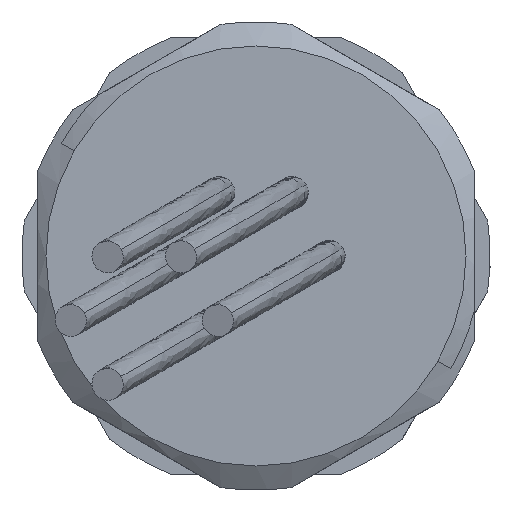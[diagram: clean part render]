
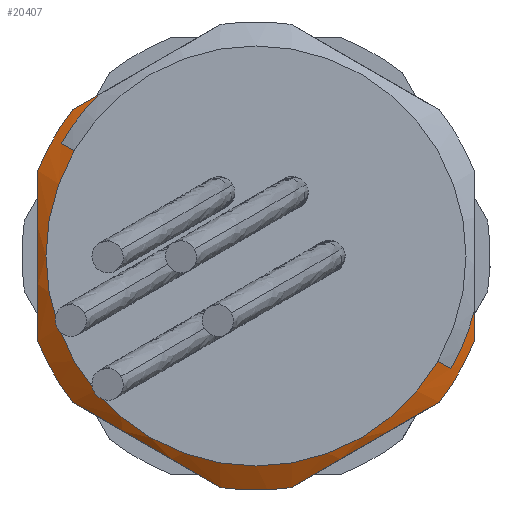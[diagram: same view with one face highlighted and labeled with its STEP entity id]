
A CAD part, left-side view. The second image highlights one B-rep face of the part: STEP entity #20407.
In plain terms, the highlighted conical face has half-angle 56.31 degrees and reference radius 13.75 mm.
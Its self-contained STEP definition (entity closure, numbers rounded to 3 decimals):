
#5591=CARTESIAN_POINT('',(-7.,0.,0.));
#5592=DIRECTION('',(-1.,0.,0.));
#5593=DIRECTION('',(0.,0.149,-0.989));
#5594=AXIS2_PLACEMENT_3D('',#5591,#5592,#5593);
#5609=CARTESIAN_POINT('',(-7.,0.,0.));
#5610=DIRECTION('',(-1.,0.,0.));
#5611=DIRECTION('',(0.,0.931,-0.365));
#5612=AXIS2_PLACEMENT_3D('',#5609,#5610,#5611);
#5626=CARTESIAN_POINT('',(-7.,11.333,9.046));
#5627=CARTESIAN_POINT('',(-7.051,11.152,9.15));
#5628=CARTESIAN_POINT('',(-7.147,10.791,9.358));
#5629=CARTESIAN_POINT('',(-7.274,10.255,9.668));
#5630=CARTESIAN_POINT('',(-7.347,9.899,9.873));
#5631=CARTESIAN_POINT('',(-7.381,9.722,9.976));
#5664=CARTESIAN_POINT('',(-7.381,-13.5,-3.431));
#5665=CARTESIAN_POINT('',(-7.347,-13.5,-3.637));
#5666=CARTESIAN_POINT('',(-7.274,-13.5,-4.048));
#5667=CARTESIAN_POINT('',(-7.147,-13.5,-4.667));
#5668=CARTESIAN_POINT('',(-7.051,-13.5,-5.083));
#5669=CARTESIAN_POINT('',(-7.,-13.5,-5.292));
#6104=CARTESIAN_POINT('',(-7.,13.5,-5.292));
#6105=CARTESIAN_POINT('',(-7.109,13.5,-4.842));
#6106=CARTESIAN_POINT('',(-7.303,13.5,-3.947));
#6107=CARTESIAN_POINT('',(-7.511,13.5,-2.628));
#6108=CARTESIAN_POINT('',(-7.638,13.5,-1.313));
#6109=CARTESIAN_POINT('',(-7.681,13.5,0.));
#6110=CARTESIAN_POINT('',(-7.638,13.5,1.313));
#6111=CARTESIAN_POINT('',(-7.511,13.5,2.628));
#6112=CARTESIAN_POINT('',(-7.303,13.5,3.947));
#6113=CARTESIAN_POINT('',(-7.109,13.5,4.842));
#6114=CARTESIAN_POINT('',(-7.,13.5,5.292));
#6116=CARTESIAN_POINT('',(-7.,0.,0.));
#6117=DIRECTION('',(1.,0.,0.));
#6118=DIRECTION('',(0.,0.931,0.365));
#6119=AXIS2_PLACEMENT_3D('',#6116,#6117,#6118);
#6121=CARTESIAN_POINT('',(-7.381,0.,0.));
#6122=DIRECTION('',(1.,0.,0.));
#6123=DIRECTION('',(0.,0.866,0.5));
#6124=AXIS2_PLACEMENT_3D('',#6121,#6122,#6123);
#6126=DIRECTION('',(0.555,0.721,0.416));
#6127=VECTOR('',#6126,1.117);
#6128=CARTESIAN_POINT('',(-8.,11.258,6.5));
#6129=LINE('',#6128,#6127);
#6130=DIRECTION('',(0.555,-0.721,-0.416));
#6131=VECTOR('',#6130,1.117);
#6132=CARTESIAN_POINT('',(-8.,-11.258,-6.5));
#6133=LINE('',#6132,#6131);
#6134=CARTESIAN_POINT('',(-7.381,0.,0.));
#6135=DIRECTION('',(1.,0.,0.));
#6136=DIRECTION('',(0.,-0.969,-0.246));
#6137=AXIS2_PLACEMENT_3D('',#6134,#6135,#6136);
#6139=CARTESIAN_POINT('',(-7.,0.,0.));
#6140=DIRECTION('',(1.,0.,0.));
#6141=DIRECTION('',(0.,-0.931,-0.365));
#6142=AXIS2_PLACEMENT_3D('',#6139,#6140,#6141);
#6144=CARTESIAN_POINT('',(-7.,-11.333,-9.046));
#6145=CARTESIAN_POINT('',(-7.109,-10.943,
-9.271));
#6146=CARTESIAN_POINT('',(-7.303,-10.169,
-9.718));
#6147=CARTESIAN_POINT('',(-7.511,-9.026,
-10.378));
#6148=CARTESIAN_POINT('',(-7.638,-7.887,
-11.035));
#6149=CARTESIAN_POINT('',(-7.681,-6.75,
-11.691));
#6150=CARTESIAN_POINT('',(-7.638,-5.613,
-12.348));
#6151=CARTESIAN_POINT('',(-7.511,-4.474,
-13.005));
#6152=CARTESIAN_POINT('',(-7.303,-3.331,
-13.665));
#6153=CARTESIAN_POINT('',(-7.109,-2.557,
-14.112));
#6154=CARTESIAN_POINT('',(-7.,-2.167,-14.337));
#6156=CARTESIAN_POINT('',(-7.,2.167,-14.337));
#6157=CARTESIAN_POINT('',(-7.109,2.557,
-14.112));
#6158=CARTESIAN_POINT('',(-7.303,3.331,
-13.665));
#6159=CARTESIAN_POINT('',(-7.511,4.474,
-13.005));
#6160=CARTESIAN_POINT('',(-7.638,5.613,
-12.348));
#6161=CARTESIAN_POINT('',(-7.681,6.75,
-11.691));
#6162=CARTESIAN_POINT('',(-7.638,7.887,
-11.035));
#6163=CARTESIAN_POINT('',(-7.511,9.026,
-10.378));
#6164=CARTESIAN_POINT('',(-7.303,10.169,
-9.718));
#6165=CARTESIAN_POINT('',(-7.109,10.943,
-9.271));
#6166=CARTESIAN_POINT('',(-7.,11.333,-9.046));
#6207=CARTESIAN_POINT('',(-8.,0.,0.));
#6208=DIRECTION('',(1.,0.,0.));
#6209=DIRECTION('',(0.,-0.866,-0.5));
#6210=AXIS2_PLACEMENT_3D('',#6207,#6208,#6209);
#11453=CARTESIAN_POINT('',(-7.,-13.5,-5.292));
#11454=VERTEX_POINT('',#11453);
#11463=CARTESIAN_POINT('',(-7.,11.333,9.046));
#11464=VERTEX_POINT('',#11463);
#11465=CARTESIAN_POINT('',(-7.,13.5,5.292));
#11466=VERTEX_POINT('',#11465);
#11467=CARTESIAN_POINT('',(-7.,13.5,-5.292));
#11468=VERTEX_POINT('',#11467);
#11469=CARTESIAN_POINT('',(-7.,11.333,-9.046));
#11470=VERTEX_POINT('',#11469);
#11471=CARTESIAN_POINT('',(-7.,2.167,-14.337));
#11472=VERTEX_POINT('',#11471);
#11473=CARTESIAN_POINT('',(-7.,-2.167,-14.337));
#11474=VERTEX_POINT('',#11473);
#11475=CARTESIAN_POINT('',(-7.,-11.333,-9.046));
#11476=VERTEX_POINT('',#11475);
#11805=CARTESIAN_POINT('',(-8.,11.258,6.5));
#11806=CARTESIAN_POINT('',(-8.,-11.258,-6.5));
#11807=VERTEX_POINT('',#11805);
#11808=VERTEX_POINT('',#11806);
#11809=VERTEX_POINT('',#5664);
#11810=VERTEX_POINT('',#5631);
#11811=CARTESIAN_POINT('',(-7.381,12.063,
6.965));
#11812=VERTEX_POINT('',#11811);
#11813=CARTESIAN_POINT('',(-7.381,-12.063,
-6.965));
#11814=VERTEX_POINT('',#11813);
#20381=CARTESIAN_POINT('',(-7.5,0.,0.));
#20382=DIRECTION('',(1.,0.,0.));
#20383=DIRECTION('',(0.,-0.866,-0.5));
#20384=AXIS2_PLACEMENT_3D('',#20381,#20382,#20383);
#20385=CONICAL_SURFACE('',#20384,13.75,56.31);
#20386=ORIENTED_EDGE('',*,*,#20057,.T.);
#20387=ORIENTED_EDGE('',*,*,#20071,.T.);
#20388=ORIENTED_EDGE('',*,*,#20087,.T.);
#20390=ORIENTED_EDGE('',*,*,#20389,.F.);
#20392=ORIENTED_EDGE('',*,*,#20391,.F.);
#20394=ORIENTED_EDGE('',*,*,#20393,.F.);
#20396=ORIENTED_EDGE('',*,*,#20395,.T.);
#20398=ORIENTED_EDGE('',*,*,#20397,.F.);
#20399=ORIENTED_EDGE('',*,*,#20143,.T.);
#20400=ORIENTED_EDGE('',*,*,#20161,.T.);
#20401=ORIENTED_EDGE('',*,*,#20172,.T.);
#20402=ORIENTED_EDGE('',*,*,#20014,.F.);
#20403=ORIENTED_EDGE('',*,*,#20029,.T.);
#20404=ORIENTED_EDGE('',*,*,#20043,.F.);
#20405=EDGE_LOOP('',(#20386,#20387,#20388,#20390,#20392,#20394,#20396,#20398,
#20399,#20400,#20401,#20402,#20403,#20404));
#20406=FACE_OUTER_BOUND('',#20405,.F.);
#5595=CIRCLE('',#5594,14.5);
#5613=CIRCLE('',#5612,14.5);
#5632=B_SPLINE_CURVE_WITH_KNOTS('',3,(#5626,#5627,#5628,#5629,#5630,#5631),
.UNSPECIFIED.,.F.,.F.,(4,1,1,4),(0.,0.333,0.667,1.),
.UNSPECIFIED.);
#5670=B_SPLINE_CURVE_WITH_KNOTS('',3,(#5664,#5665,#5666,#5667,#5668,#5669),
.UNSPECIFIED.,.F.,.F.,(4,1,1,4),(0.,0.333,0.667,1.),
.UNSPECIFIED.);
#6115=B_SPLINE_CURVE_WITH_KNOTS('',3,(#6104,#6105,#6106,#6107,#6108,#6109,#6110,
#6111,#6112,#6113,#6114),.UNSPECIFIED.,.F.,.F.,(4,1,1,1,1,1,1,1,4),(0.,
0.125,0.25,0.375,0.5,0.625,0.75,0.875,1.),.UNSPECIFIED.);
#6120=CIRCLE('',#6119,14.5);
#6125=CIRCLE('',#6124,13.929);
#6138=CIRCLE('',#6137,13.929);
#6143=CIRCLE('',#6142,14.5);
#6155=B_SPLINE_CURVE_WITH_KNOTS('',3,(#6144,#6145,#6146,#6147,#6148,#6149,#6150,
#6151,#6152,#6153,#6154),.UNSPECIFIED.,.F.,.F.,(4,1,1,1,1,1,1,1,4),(0.,
0.125,0.25,0.375,0.5,0.625,0.75,0.875,1.),.UNSPECIFIED.);
#6167=B_SPLINE_CURVE_WITH_KNOTS('',3,(#6156,#6157,#6158,#6159,#6160,#6161,#6162,
#6163,#6164,#6165,#6166),.UNSPECIFIED.,.F.,.F.,(4,1,1,1,1,1,1,1,4),(0.,
0.125,0.25,0.375,0.5,0.625,0.75,0.875,1.),.UNSPECIFIED.);
#6211=CIRCLE('',#6210,13.);
#20014=EDGE_CURVE('',#11472,#11474,#5595,.T.);
#20029=EDGE_CURVE('',#11472,#11470,#6167,.T.);
#20043=EDGE_CURVE('',#11468,#11470,#5613,.T.);
#20057=EDGE_CURVE('',#11468,#11466,#6115,.T.);
#20071=EDGE_CURVE('',#11466,#11464,#6120,.T.);
#20087=EDGE_CURVE('',#11464,#11810,#5632,.T.);
#20143=EDGE_CURVE('',#11809,#11454,#5670,.T.);
#20161=EDGE_CURVE('',#11454,#11476,#6143,.T.);
#20172=EDGE_CURVE('',#11476,#11474,#6155,.T.);
#20389=EDGE_CURVE('',#11812,#11810,#6125,.T.);
#20391=EDGE_CURVE('',#11807,#11812,#6129,.T.);
#20393=EDGE_CURVE('',#11808,#11807,#6211,.T.);
#20395=EDGE_CURVE('',#11808,#11814,#6133,.T.);
#20397=EDGE_CURVE('',#11809,#11814,#6138,.T.);
#20407=ADVANCED_FACE('',(#20406),#20385,.T.);
